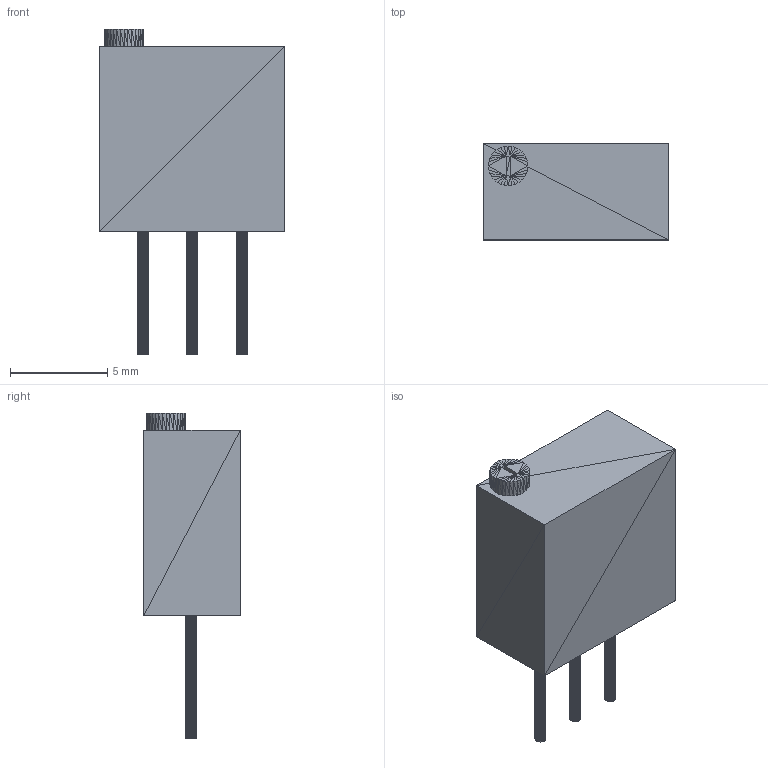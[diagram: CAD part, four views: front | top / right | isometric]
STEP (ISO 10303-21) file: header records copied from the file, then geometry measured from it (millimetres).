
FILE_DESCRIPTION(('STEP AP214'),'1');
FILE_NAME('POT_3296W','2019-03-18T23:51:11',(''),(''),'','','');
FILE_SCHEMA(('AUTOMOTIVE_DESIGN'));
Length unit declared in the file: millimetre
Products named in the file (1): product
Bounding box: 9.53 x 4.95 x 16.76 mm (x, y, z)
Surface area: 419.4 mm2 (no closed solid volume)
Topology: 0 solids, 546 shells, 546 faces, 1638 edges, 1638 vertices
Faces by surface type: plane 546
Entity records: 19733 total; most frequent: CARTESIAN_POINT 3823, VERTEX_POINT 3276, DIRECTION 2732, ORIENTED_EDGE 1638, EDGE_CURVE 1638, LINE 1638, VECTOR 1638, AXIS2_PLACEMENT_3D 547
